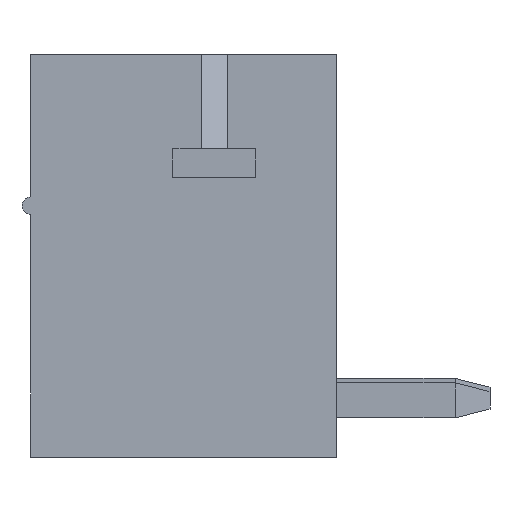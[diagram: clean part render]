
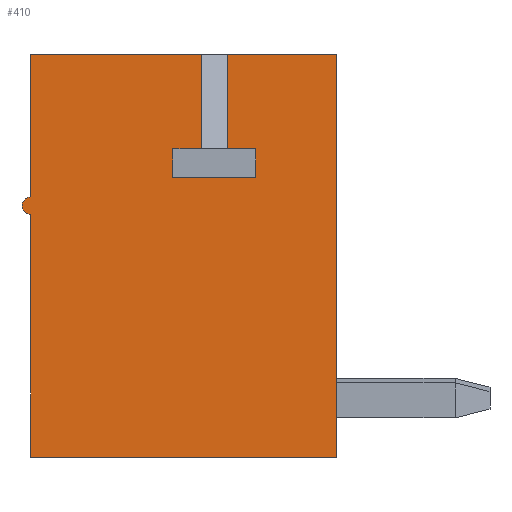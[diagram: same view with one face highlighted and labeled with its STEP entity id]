
A CAD part, left-side view. The second image highlights one B-rep face of the part: STEP entity #410.
In plain terms, the highlighted planar face has unit normal (-1, 0, 0).
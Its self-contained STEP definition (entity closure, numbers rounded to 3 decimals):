
#410 = ADVANCED_FACE( '', ( #888 ), #889, .F. );
#888 = FACE_OUTER_BOUND( '', #1451, .T. );
#889 = PLANE( '', #1452 );
#1451 = EDGE_LOOP( '', ( #2547, #2548, #2549, #2550, #2551, #2552, #2553, #2554, #2555, #2556, #2557, #2558, #2559, #2560 ) );
#1452 = AXIS2_PLACEMENT_3D( '', #2561, #2562, #2563 );
#2547 = ORIENTED_EDGE( '', *, *, #3901, .T. );
#2548 = ORIENTED_EDGE( '', *, *, #3902, .T. );
#2549 = ORIENTED_EDGE( '', *, *, #3789, .F. );
#2550 = ORIENTED_EDGE( '', *, *, #3903, .T. );
#2551 = ORIENTED_EDGE( '', *, *, #3904, .T. );
#2552 = ORIENTED_EDGE( '', *, *, #3905, .T. );
#2553 = ORIENTED_EDGE( '', *, *, #3809, .F. );
#2554 = ORIENTED_EDGE( '', *, *, #3906, .F. );
#2555 = ORIENTED_EDGE( '', *, *, #3783, .F. );
#2556 = ORIENTED_EDGE( '', *, *, #3907, .T. );
#2557 = ORIENTED_EDGE( '', *, *, #3908, .T. );
#2558 = ORIENTED_EDGE( '', *, *, #3909, .T. );
#2559 = ORIENTED_EDGE( '', *, *, #3861, .T. );
#2560 = ORIENTED_EDGE( '', *, *, #3910, .T. );
#2561 = CARTESIAN_POINT( '', ( -5.8, 0., 0. ) );
#2562 = DIRECTION( '', ( 1., 0., 0. ) );
#2563 = DIRECTION( '', ( 0., 0., -1. ) );
#3783 = EDGE_CURVE( '', #4668, #4670, #4671, .T. );
#3789 = EDGE_CURVE( '', #4680, #4667, #4682, .T. );
#3809 = EDGE_CURVE( '', #4709, #4711, #4712, .T. );
#3861 = EDGE_CURVE( '', #4791, #4792, #4793, .T. );
#3901 = EDGE_CURVE( '', #4851, #4852, #4853, .T. );
#3902 = EDGE_CURVE( '', #4852, #4667, #4854, .T. );
#3903 = EDGE_CURVE( '', #4680, #4855, #4856, .T. );
#3904 = EDGE_CURVE( '', #4855, #4857, #4858, .F. );
#3905 = EDGE_CURVE( '', #4857, #4711, #4859, .T. );
#3906 = EDGE_CURVE( '', #4670, #4709, #4860, .T. );
#3907 = EDGE_CURVE( '', #4668, #4861, #4862, .T. );
#3908 = EDGE_CURVE( '', #4861, #4863, #4864, .T. );
#3909 = EDGE_CURVE( '', #4863, #4791, #4865, .T. );
#3910 = EDGE_CURVE( '', #4792, #4851, #4866, .T. );
#4667 = VERTEX_POINT( '', #5912 );
#4668 = VERTEX_POINT( '', #5913 );
#4670 = VERTEX_POINT( '', #5916 );
#4671 = LINE( '', #5917, #5918 );
#4680 = VERTEX_POINT( '', #5931 );
#4682 = LINE( '', #5934, #5935 );
#4709 = VERTEX_POINT( '', #5975 );
#4711 = VERTEX_POINT( '', #5978 );
#4712 = LINE( '', #5979, #5980 );
#4791 = VERTEX_POINT( '', #6101 );
#4792 = VERTEX_POINT( '', #6102 );
#4793 = LINE( '', #6103, #6104 );
#4851 = VERTEX_POINT( '', #6191 );
#4852 = VERTEX_POINT( '', #6192 );
#4853 = LINE( '', #6193, #6194 );
#4854 = LINE( '', #6195, #6196 );
#4855 = VERTEX_POINT( '', #6197 );
#4856 = LINE( '', #6198, #6199 );
#4857 = VERTEX_POINT( '', #6200 );
#4858 = CIRCLE( '', #6201, 0.2 );
#4859 = LINE( '', #6202, #6203 );
#4860 = LINE( '', #6204, #6205 );
#4861 = VERTEX_POINT( '', #6206 );
#4862 = LINE( '', #6207, #6208 );
#4863 = VERTEX_POINT( '', #6209 );
#4864 = LINE( '', #6210, #6211 );
#4865 = LINE( '', #6212, #6213 );
#4866 = LINE( '', #6214, #6215 );
#5912 = CARTESIAN_POINT( '', ( -5.8, -0.5, 4.6 ) );
#5913 = CARTESIAN_POINT( '', ( -5.8, -1.1, 4.6 ) );
#5916 = CARTESIAN_POINT( '', ( -5.8, -3.6, 4.6 ) );
#5917 = CARTESIAN_POINT( '', ( -5.8, 3.6, 4.6 ) );
#5918 = VECTOR( '', #6862, 1000. );
#5931 = CARTESIAN_POINT( '', ( -5.8, 3.4, 4.6 ) );
#5934 = CARTESIAN_POINT( '', ( -5.8, 3.6, 4.6 ) );
#5935 = VECTOR( '', #6868, 1000. );
#5975 = CARTESIAN_POINT( '', ( -5.8, -3.6, -4.6 ) );
#5978 = CARTESIAN_POINT( '', ( -5.8, 3.4, -4.6 ) );
#5979 = CARTESIAN_POINT( '', ( -5.8, -3.6, -4.6 ) );
#5980 = VECTOR( '', #6883, 1000. );
#6101 = CARTESIAN_POINT( '', ( -5.8, -1.75, 1.8 ) );
#6102 = CARTESIAN_POINT( '', ( -5.8, 0.15, 1.8 ) );
#6103 = CARTESIAN_POINT( '', ( -5.8, -1.75, 1.8 ) );
#6104 = VECTOR( '', #6929, 1000. );
#6191 = CARTESIAN_POINT( '', ( -5.8, 0.15, 2.45 ) );
#6192 = CARTESIAN_POINT( '', ( -5.8, -0.5, 2.45 ) );
#6193 = CARTESIAN_POINT( '', ( -5.8, 0.15, 2.45 ) );
#6194 = VECTOR( '', #6959, 1000. );
#6195 = CARTESIAN_POINT( '', ( -5.8, -0.5, 2.45 ) );
#6196 = VECTOR( '', #6960, 1000. );
#6197 = CARTESIAN_POINT( '', ( -5.8, 3.4, 1.35 ) );
#6198 = CARTESIAN_POINT( '', ( -5.8, 3.4, 0. ) );
#6199 = VECTOR( '', #6961, 1000. );
#6200 = CARTESIAN_POINT( '', ( -5.8, 3.4, 0.95 ) );
#6201 = AXIS2_PLACEMENT_3D( '', #6962, #6963, #6964 );
#6202 = CARTESIAN_POINT( '', ( -5.8, 3.4, 0. ) );
#6203 = VECTOR( '', #6965, 1000. );
#6204 = CARTESIAN_POINT( '', ( -5.8, -3.6, 4.6 ) );
#6205 = VECTOR( '', #6966, 1000. );
#6206 = CARTESIAN_POINT( '', ( -5.8, -1.1, 2.45 ) );
#6207 = CARTESIAN_POINT( '', ( -5.8, -1.1, 4.6 ) );
#6208 = VECTOR( '', #6967, 1000. );
#6209 = CARTESIAN_POINT( '', ( -5.8, -1.75, 2.45 ) );
#6210 = CARTESIAN_POINT( '', ( -5.8, -1.1, 2.45 ) );
#6211 = VECTOR( '', #6968, 1000. );
#6212 = CARTESIAN_POINT( '', ( -5.8, -1.75, 2.45 ) );
#6213 = VECTOR( '', #6969, 1000. );
#6214 = CARTESIAN_POINT( '', ( -5.8, 0.15, 1.8 ) );
#6215 = VECTOR( '', #6970, 1000. );
#6862 = DIRECTION( '', ( 0., -1., 0. ) );
#6868 = DIRECTION( '', ( 0., -1., 0. ) );
#6883 = DIRECTION( '', ( 0., 1., 0. ) );
#6929 = DIRECTION( '', ( 0., 1., 0. ) );
#6959 = DIRECTION( '', ( 0., -1., 0. ) );
#6960 = DIRECTION( '', ( 0., 0., 1. ) );
#6961 = DIRECTION( '', ( 0., 0., -1. ) );
#6962 = CARTESIAN_POINT( '', ( -5.8, 3.4, 1.15 ) );
#6963 = DIRECTION( '', ( 1., 0., 0. ) );
#6964 = DIRECTION( '', ( 0., 0., -1. ) );
#6965 = DIRECTION( '', ( 0., 0., -1. ) );
#6966 = DIRECTION( '', ( 0., 0., -1. ) );
#6967 = DIRECTION( '', ( 0., 0., -1. ) );
#6968 = DIRECTION( '', ( 0., -1., 0. ) );
#6969 = DIRECTION( '', ( 0., 0., -1. ) );
#6970 = DIRECTION( '', ( 0., 0., 1. ) );
